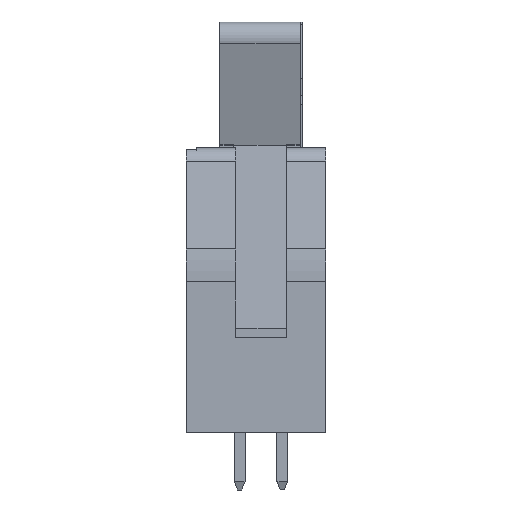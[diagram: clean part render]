
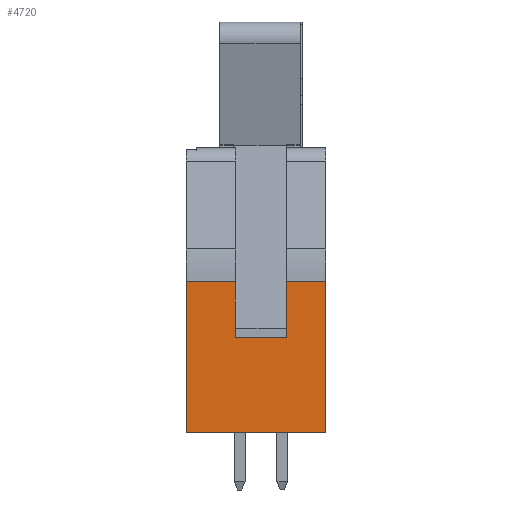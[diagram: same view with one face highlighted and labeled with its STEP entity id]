
A CAD part, left-side view. The second image highlights one B-rep face of the part: STEP entity #4720.
In plain terms, the highlighted planar face has unit normal (-1, 0, 0).
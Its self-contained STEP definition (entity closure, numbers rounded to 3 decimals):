
#642=ORIENTED_EDGE('',*,*,#1893,.T.);
#643=ORIENTED_EDGE('',*,*,#1816,.T.);
#644=ORIENTED_EDGE('',*,*,#1850,.F.);
#645=ORIENTED_EDGE('',*,*,#1757,.F.);
#646=ORIENTED_EDGE('',*,*,#1549,.T.);
#647=ORIENTED_EDGE('',*,*,#1894,.T.);
#648=ORIENTED_EDGE('',*,*,#1895,.F.);
#649=ORIENTED_EDGE('',*,*,#1896,.F.);
#1549=EDGE_CURVE('',#2231,#2230,#2679,.T.);
#1757=EDGE_CURVE('',#2231,#2410,#2868,.T.);
#1816=EDGE_CURVE('',#2453,#2454,#2916,.T.);
#1850=EDGE_CURVE('',#2410,#2454,#2943,.T.);
#1893=EDGE_CURVE('',#2499,#2453,#2983,.T.);
#1894=EDGE_CURVE('',#2230,#2500,#2984,.T.);
#1895=EDGE_CURVE('',#2501,#2500,#2985,.T.);
#1896=EDGE_CURVE('',#2499,#2501,#2986,.T.);
#2230=VERTEX_POINT('',#6518);
#2231=VERTEX_POINT('',#6520);
#2410=VERTEX_POINT('',#6940);
#2453=VERTEX_POINT('',#7052);
#2454=VERTEX_POINT('',#7054);
#2499=VERTEX_POINT('',#7202);
#2500=VERTEX_POINT('',#7204);
#2501=VERTEX_POINT('',#7206);
#2679=LINE('',#6519,#3296);
#2868=LINE('',#6939,#3485);
#2916=LINE('',#7055,#3533);
#2943=LINE('',#7117,#3560);
#2983=LINE('',#7201,#3600);
#2984=LINE('',#7203,#3601);
#2985=LINE('',#7205,#3602);
#2986=LINE('',#7207,#3603);
#3296=VECTOR('',#5263,1000.);
#3485=VECTOR('',#5556,1000.);
#3533=VECTOR('',#5650,1000.);
#3560=VECTOR('',#5709,1000.);
#3600=VECTOR('',#5787,1000.);
#3601=VECTOR('',#5788,1000.);
#3602=VECTOR('',#5789,1000.);
#3603=VECTOR('',#5790,1000.);
#3978=EDGE_LOOP('',(#642,#643,#644,#645,#646,#647,#648,#649));
#4251=FACE_BOUND('',#3978,.T.);
#4500=PLANE('',#5036);
#4720=ADVANCED_FACE('',(#4251),#4500,.T.);
#5036=AXIS2_PLACEMENT_3D('',#7200,#5785,#5786);
#5263=DIRECTION('',(0.,0.,1.));
#5556=DIRECTION('',(0.,1.,0.));
#5650=DIRECTION('',(0.,1.,0.));
#5709=DIRECTION('',(0.,0.,1.));
#5785=DIRECTION('',(-1.,0.,0.));
#5786=DIRECTION('',(0.,0.,1.));
#5787=DIRECTION('',(0.,0.,1.));
#5788=DIRECTION('',(0.,1.,0.));
#5789=DIRECTION('',(0.,0.,1.));
#5790=DIRECTION('',(0.,-1.,0.));
#6518=CARTESIAN_POINT('',(-16.1,-4.15,4.01));
#6519=CARTESIAN_POINT('',(-16.1,-4.15,-5.));
#6520=CARTESIAN_POINT('',(-16.1,-4.15,-5.));
#6939=CARTESIAN_POINT('',(-16.1,-4.15,-5.));
#6940=CARTESIAN_POINT('',(-16.1,4.15,-5.));
#7052=CARTESIAN_POINT('',(-16.1,1.225,4.01));
#7054=CARTESIAN_POINT('',(-16.1,4.15,4.01));
#7055=CARTESIAN_POINT('',(-16.1,-4.15,4.01));
#7117=CARTESIAN_POINT('',(-16.1,4.15,-5.));
#7200=CARTESIAN_POINT('',(-16.1,-4.15,-5.));
#7201=CARTESIAN_POINT('',(-16.1,1.225,0.7));
#7202=CARTESIAN_POINT('',(-16.1,1.225,0.7));
#7203=CARTESIAN_POINT('',(-16.1,-4.15,4.01));
#7204=CARTESIAN_POINT('',(-16.1,-1.825,4.01));
#7205=CARTESIAN_POINT('',(-16.1,-1.825,0.7));
#7206=CARTESIAN_POINT('',(-16.1,-1.825,0.7));
#7207=CARTESIAN_POINT('',(-16.1,1.225,0.7));
